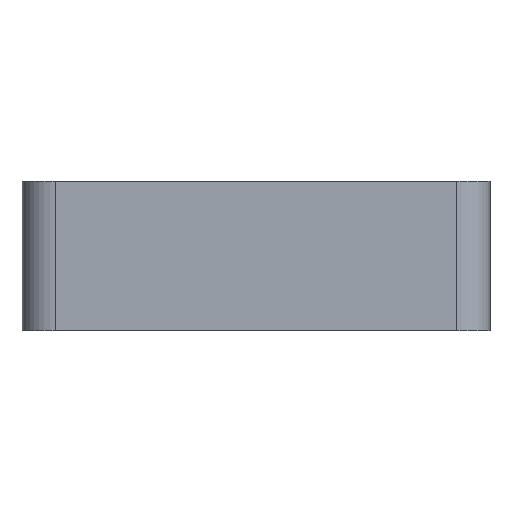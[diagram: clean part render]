
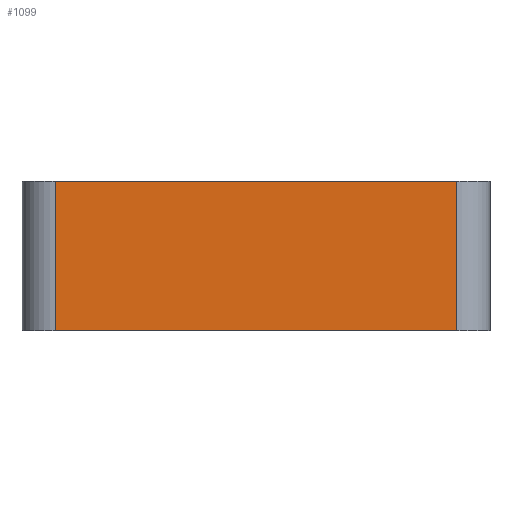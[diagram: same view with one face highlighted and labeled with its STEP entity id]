
A CAD part, left-side view. The second image highlights one B-rep face of the part: STEP entity #1099.
In plain terms, the highlighted planar face has unit normal (-1, 0, 0).
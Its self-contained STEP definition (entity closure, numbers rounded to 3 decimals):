
#738 = EDGE_CURVE('',#739,#741,#743,.T.);
#739 = VERTEX_POINT('',#740);
#740 = CARTESIAN_POINT('',(5.029,32.393,6.));
#741 = VERTEX_POINT('',#742);
#742 = CARTESIAN_POINT('',(5.029,8.293,6.));
#743 = LINE('',#744,#745);
#744 = CARTESIAN_POINT('',(5.029,32.393,6.));
#745 = VECTOR('',#746,1.);
#746 = DIRECTION('',(0.,-1.,0.));
#1099 = ADVANCED_FACE('',(#1100),#1125,.F.);
#1100 = FACE_BOUND('',#1101,.F.);
#1101 = EDGE_LOOP('',(#1102,#1110,#1111,#1119));
#1102 = ORIENTED_EDGE('',*,*,#1103,.T.);
#1103 = EDGE_CURVE('',#1104,#739,#1106,.T.);
#1104 = VERTEX_POINT('',#1105);
#1105 = CARTESIAN_POINT('',(5.029,32.393,-3.));
#1106 = LINE('',#1107,#1108);
#1107 = CARTESIAN_POINT('',(5.029,32.393,-3.));
#1108 = VECTOR('',#1109,1.);
#1109 = DIRECTION('',(0.,0.,1.));
#1110 = ORIENTED_EDGE('',*,*,#738,.T.);
#1111 = ORIENTED_EDGE('',*,*,#1112,.F.);
#1112 = EDGE_CURVE('',#1113,#741,#1115,.T.);
#1113 = VERTEX_POINT('',#1114);
#1114 = CARTESIAN_POINT('',(5.029,8.293,-3.));
#1115 = LINE('',#1116,#1117);
#1116 = CARTESIAN_POINT('',(5.029,8.293,-3.));
#1117 = VECTOR('',#1118,1.);
#1118 = DIRECTION('',(0.,0.,1.));
#1119 = ORIENTED_EDGE('',*,*,#1120,.F.);
#1120 = EDGE_CURVE('',#1104,#1113,#1121,.T.);
#1121 = LINE('',#1122,#1123);
#1122 = CARTESIAN_POINT('',(5.029,32.393,-3.));
#1123 = VECTOR('',#1124,1.);
#1124 = DIRECTION('',(0.,-1.,0.));
#1125 = PLANE('',#1126);
#1126 = AXIS2_PLACEMENT_3D('',#1127,#1128,#1129);
#1127 = CARTESIAN_POINT('',(5.029,32.393,-3.));
#1128 = DIRECTION('',(1.,0.,0.));
#1129 = DIRECTION('',(0.,-1.,0.));
